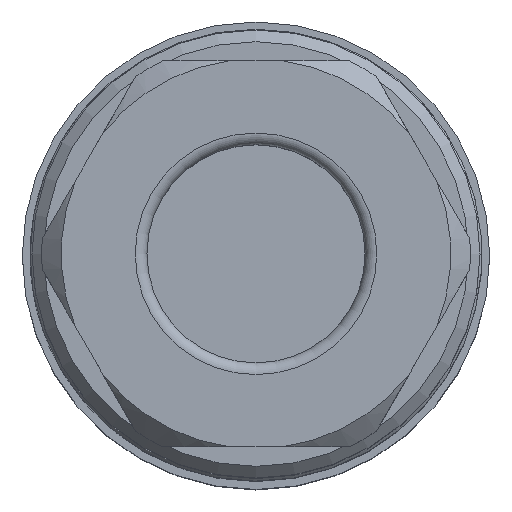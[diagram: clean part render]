
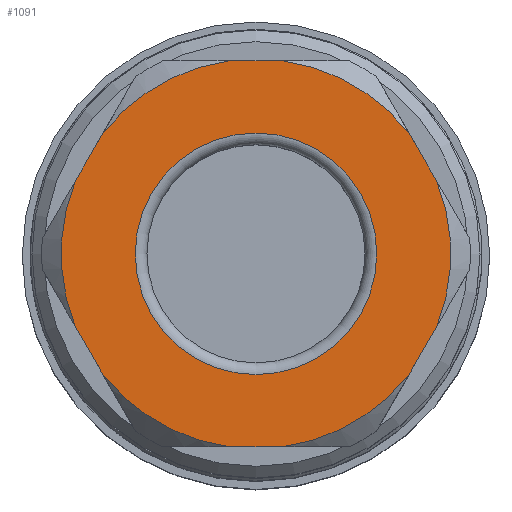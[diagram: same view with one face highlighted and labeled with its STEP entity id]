
A CAD part, top view. The second image highlights one B-rep face of the part: STEP entity #1091.
In plain terms, the highlighted planar face has unit normal (0, 0, 1).
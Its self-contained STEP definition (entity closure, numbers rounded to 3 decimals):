
#797=LINE('',#3360,#893);
#802=LINE('',#3387,#898);
#805=LINE('',#3398,#901);
#809=LINE('',#3417,#905);
#813=LINE('',#3436,#909);
#817=LINE('',#3455,#913);
#893=VECTOR('',#2867,1.);
#898=VECTOR('',#2874,1.);
#901=VECTOR('',#2879,1.);
#905=VECTOR('',#2885,1.);
#909=VECTOR('',#2891,1.);
#913=VECTOR('',#2897,1.);
#1001=PLANE('',#2491);
#1091=ADVANCED_FACE('',(#1220,#1221),#1001,.T.);
#1220=FACE_BOUND('',#1369,.T.);
#1221=FACE_BOUND('',#1370,.T.);
#1369=EDGE_LOOP('',(#1731));
#1370=EDGE_LOOP('',(#1732,#1733,#1734,#1735,#1736,#1737,#1738,#1739,#1740,
#1741,#1742,#1743));
#1731=ORIENTED_EDGE('',*,*,#2187,.T.);
#1732=ORIENTED_EDGE('',*,*,#2147,.F.);
#1733=ORIENTED_EDGE('',*,*,#2188,.T.);
#1734=ORIENTED_EDGE('',*,*,#2151,.F.);
#1735=ORIENTED_EDGE('',*,*,#2189,.T.);
#1736=ORIENTED_EDGE('',*,*,#2157,.F.);
#1737=ORIENTED_EDGE('',*,*,#2190,.T.);
#1738=ORIENTED_EDGE('',*,*,#2163,.F.);
#1739=ORIENTED_EDGE('',*,*,#2191,.T.);
#1740=ORIENTED_EDGE('',*,*,#2169,.F.);
#1741=ORIENTED_EDGE('',*,*,#2192,.T.);
#1742=ORIENTED_EDGE('',*,*,#2139,.F.);
#1743=ORIENTED_EDGE('',*,*,#2193,.T.);
#1948=VERTEX_POINT('',#3361);
#1949=VERTEX_POINT('',#3362);
#1956=VERTEX_POINT('',#3386);
#1957=VERTEX_POINT('',#3388);
#1960=VERTEX_POINT('',#3399);
#1961=VERTEX_POINT('',#3400);
#1966=VERTEX_POINT('',#3418);
#1967=VERTEX_POINT('',#3419);
#1972=VERTEX_POINT('',#3437);
#1973=VERTEX_POINT('',#3438);
#1978=VERTEX_POINT('',#3456);
#1979=VERTEX_POINT('',#3457);
#1984=VERTEX_POINT('',#3493);
#2139=EDGE_CURVE('',#1948,#1949,#797,.T.);
#2147=EDGE_CURVE('',#1956,#1957,#802,.T.);
#2151=EDGE_CURVE('',#1960,#1961,#805,.T.);
#2157=EDGE_CURVE('',#1966,#1967,#809,.T.);
#2163=EDGE_CURVE('',#1972,#1973,#813,.T.);
#2169=EDGE_CURVE('',#1978,#1979,#817,.T.);
#2187=EDGE_CURVE('',#1984,#1984,#2302,.T.);
#2188=EDGE_CURVE('',#1956,#1961,#2303,.T.);
#2189=EDGE_CURVE('',#1960,#1967,#2304,.T.);
#2190=EDGE_CURVE('',#1966,#1973,#2305,.T.);
#2191=EDGE_CURVE('',#1972,#1979,#2306,.T.);
#2192=EDGE_CURVE('',#1978,#1949,#2307,.T.);
#2193=EDGE_CURVE('',#1948,#1957,#2308,.T.);
#2302=CIRCLE('',#2484,3.1);
#2303=CIRCLE('',#2485,5.);
#2304=CIRCLE('',#2486,5.);
#2305=CIRCLE('',#2487,5.);
#2306=CIRCLE('',#2488,5.);
#2307=CIRCLE('',#2489,5.);
#2308=CIRCLE('',#2490,5.);
#2484=AXIS2_PLACEMENT_3D('',#3492,#2939,#2940);
#2485=AXIS2_PLACEMENT_3D('',#3494,#2941,#2942);
#2486=AXIS2_PLACEMENT_3D('',#3495,#2943,#2944);
#2487=AXIS2_PLACEMENT_3D('',#3496,#2945,#2946);
#2488=AXIS2_PLACEMENT_3D('',#3497,#2947,#2948);
#2489=AXIS2_PLACEMENT_3D('',#3498,#2949,#2950);
#2490=AXIS2_PLACEMENT_3D('',#3499,#2951,#2952);
#2491=AXIS2_PLACEMENT_3D('',#3500,#2953,#2954);
#2867=DIRECTION('',(-1.,0.,0.));
#2874=DIRECTION('',(-0.5,-0.866,0.));
#2879=DIRECTION('',(0.5,-0.866,0.));
#2885=DIRECTION('',(1.,0.,0.));
#2891=DIRECTION('',(0.5,0.866,0.));
#2897=DIRECTION('',(-0.5,0.866,0.));
#2939=DIRECTION('',(0.,0.,-1.));
#2940=DIRECTION('',(0.,1.,0.));
#2941=DIRECTION('',(0.,0.,1.));
#2942=DIRECTION('',(0.,1.,0.));
#2943=DIRECTION('',(0.,0.,1.));
#2944=DIRECTION('',(0.,1.,0.));
#2945=DIRECTION('',(0.,0.,1.));
#2946=DIRECTION('',(0.,1.,0.));
#2947=DIRECTION('',(0.,0.,1.));
#2948=DIRECTION('',(0.,1.,0.));
#2949=DIRECTION('',(0.,0.,1.));
#2950=DIRECTION('',(0.,1.,0.));
#2951=DIRECTION('',(0.,0.,1.));
#2952=DIRECTION('',(0.,1.,0.));
#2953=DIRECTION('',(0.,0.,1.));
#2954=DIRECTION('',(0.,1.,0.));
#3360=CARTESIAN_POINT('',(-127.142,55.05,-16.858));
#3361=CARTESIAN_POINT('',(-129.295,55.05,-16.858));
#3362=CARTESIAN_POINT('',(-130.705,55.05,-16.858));
#3386=CARTESIAN_POINT('',(-125.361,58.136,-16.858));
#3387=CARTESIAN_POINT('',(-124.284,60.,-16.858));
#3388=CARTESIAN_POINT('',(-126.066,56.914,-16.858));
#3398=CARTESIAN_POINT('',(-127.142,64.95,-16.858));
#3399=CARTESIAN_POINT('',(-126.066,63.086,-16.858));
#3400=CARTESIAN_POINT('',(-125.361,61.864,-16.858));
#3417=CARTESIAN_POINT('',(-132.858,64.95,-16.858));
#3418=CARTESIAN_POINT('',(-130.705,64.95,-16.858));
#3419=CARTESIAN_POINT('',(-129.295,64.95,-16.858));
#3436=CARTESIAN_POINT('',(-135.716,60.,-16.858));
#3437=CARTESIAN_POINT('',(-134.639,61.864,-16.858));
#3438=CARTESIAN_POINT('',(-133.934,63.086,-16.858));
#3455=CARTESIAN_POINT('',(-132.858,55.05,-16.858));
#3456=CARTESIAN_POINT('',(-133.934,56.914,-16.858));
#3457=CARTESIAN_POINT('',(-134.639,58.136,-16.858));
#3492=CARTESIAN_POINT('',(-130.,60.,-16.858));
#3493=CARTESIAN_POINT('',(-130.,63.1,-16.858));
#3494=CARTESIAN_POINT('',(-130.,60.,-16.858));
#3495=CARTESIAN_POINT('',(-130.,60.,-16.858));
#3496=CARTESIAN_POINT('',(-130.,60.,-16.858));
#3497=CARTESIAN_POINT('',(-130.,60.,-16.858));
#3498=CARTESIAN_POINT('',(-130.,60.,-16.858));
#3499=CARTESIAN_POINT('',(-130.,60.,-16.858));
#3500=CARTESIAN_POINT('',(-130.,60.,-16.858));
